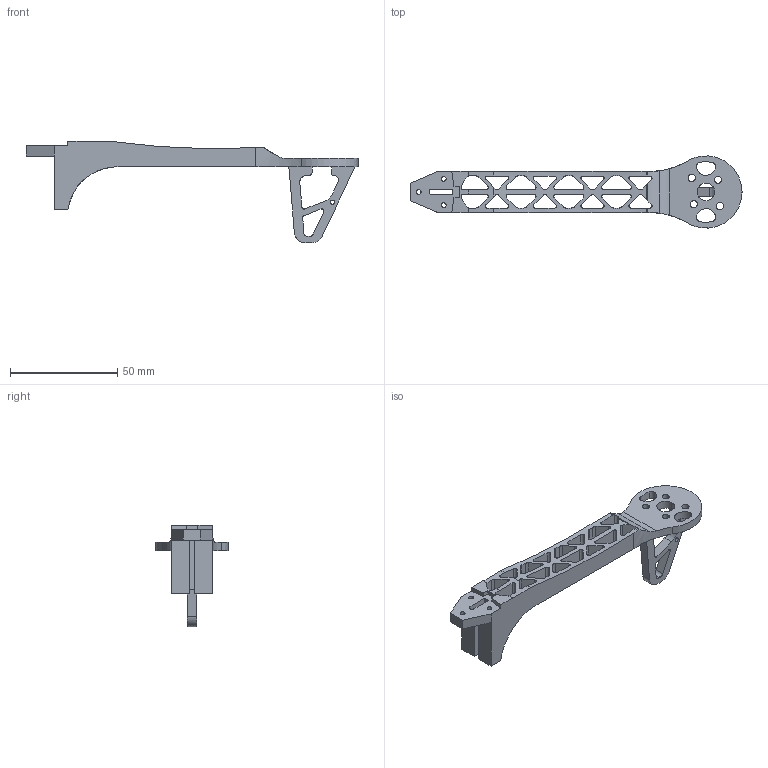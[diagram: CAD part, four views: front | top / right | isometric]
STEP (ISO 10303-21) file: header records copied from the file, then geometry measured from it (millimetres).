
FILE_DESCRIPTION (( 'STEP AP214' ), '1' );
FILE_NAME ('DJI_F330_arm_black.STEP', '2022-12-07T15:47:26', ( '' ), ( '' ), 'SwSTEP 2.0', 'SolidWorks 2022', '' );
FILE_SCHEMA (( 'AUTOMOTIVE_DESIGN' ));
Length unit declared in the file: millimetre
Products named in the file (1): DJI_F330_arm_black
Bounding box: 155 x 33.64 x 47.5 mm (x, y, z)
Volume: 20644 mm3; surface area: 16055.4 mm2
Topology: 1 solids, 1 shells, 225 faces, 722 edges, 491 vertices
Faces by surface type: cylinder 127, plane 98
Entity records: 12172 total; most frequent: CARTESIAN_POINT 3631, ORIENTED_EDGE 1444, DIRECTION 1002, EDGE_CURVE 722, VERTEX_POINT 491, VECTOR 352, LINE 352, AXIS2_PLACEMENT_3D 325
